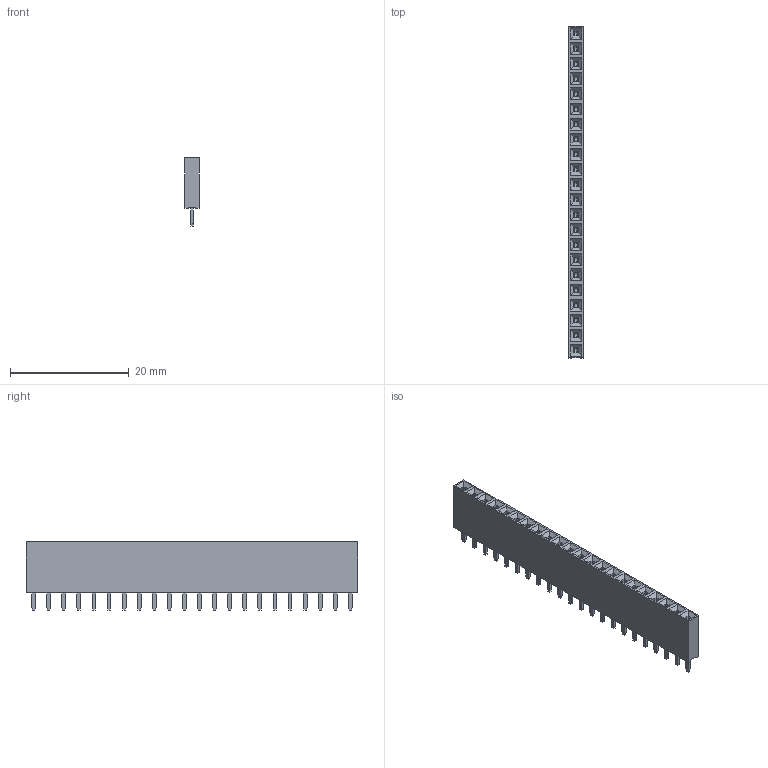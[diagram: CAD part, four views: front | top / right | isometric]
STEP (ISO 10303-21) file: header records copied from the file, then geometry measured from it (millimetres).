
FILE_DESCRIPTION(('FreeCAD Model'),'2;1');
FILE_NAME('Open CASCADE Shape Model','2023-05-12T03:17:58',( 'kicad StepUp'),('ksu MCAD'),'Open CASCADE STEP processor 7.6', 'FreeCAD','Unknown');
FILE_SCHEMA(('AUTOMOTIVE_DESIGN { 1 0 10303 214 1 1 1 1 }'));
Length unit declared in the file: millimetre
Products named in the file (24): Female_Header_1x22_P2.54_H8.5_straight; Pin_One021; Epoxy_Body021; Body265; Body266; Body267; Body268; Body269; Body270; Body271; Body272; Body273; Body262; Body274; Body275; Body276; Body277; Body278; Body279; Body280; Body281; Body282; Body283; Body284
Assembly tree (23 placements, depth 2):
  Female_Header_1x22_P2.54_H8.5_straight
    Pin_One021
    Epoxy_Body021
    Body265
    Body266
    Body267
    Body268
    Body269
    Body270
    Body271
    Body272
    Body273
    Body262
    Body274
    Body275
    Body276
    Body277
    Body278
    Body279
    Body280
    Body281
    Body282
    Body283
    Body284
Bounding box: 2.5 x 55.88 x 11.5 mm (x, y, z)
Volume: 1027.7 mm3; surface area: 2990 mm2
Topology: 23 solids, 23 shells, 892 faces, 2494 edges, 1648 vertices
Faces by surface type: plane 648, cylinder 156, bspline 88
Entity records: 28955 total; most frequent: CARTESIAN_POINT 5410, ORIENTED_EDGE 4988, DIRECTION 4418, EDGE_CURVE 2494, LINE 2050, VECTOR 2050, VERTEX_POINT 1648, AXIS2_PLACEMENT_3D 1184
